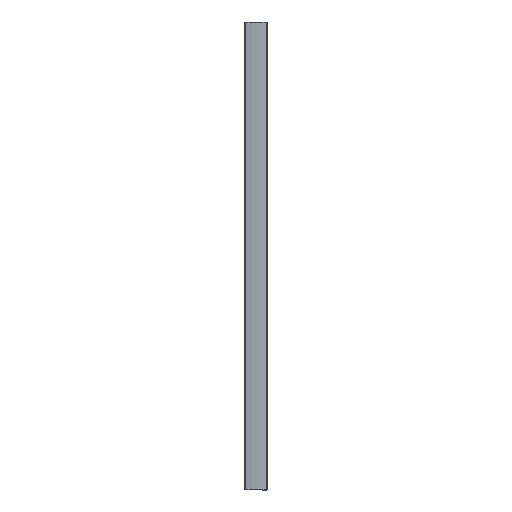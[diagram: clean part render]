
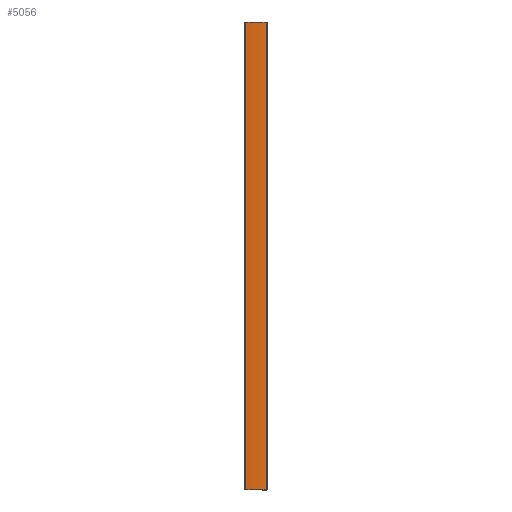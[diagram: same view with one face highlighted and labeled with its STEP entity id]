
A CAD part, left-side view. The second image highlights one B-rep face of the part: STEP entity #5056.
In plain terms, the highlighted cylindrical face has radius 255 mm (diameter 510 mm), a partial arc.
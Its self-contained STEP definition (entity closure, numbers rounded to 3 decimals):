
#2415=CARTESIAN_POINT('',(227.5,0.,0.));
#2416=DIRECTION('',(0.,0.,1.));
#2417=DIRECTION('',(-0.991,0.132,0.));
#2418=AXIS2_PLACEMENT_3D('',#2415,#2416,#2417);
#2993=DIRECTION('',(0.,0.,-1.));
#2994=VECTOR('',#2993,1500.);
#2995=CARTESIAN_POINT('',(-25.273,33.63,1500.));
#2996=LINE('',#2995,#2994);
#3000=DIRECTION('',(0.,0.,-1.));
#3001=VECTOR('',#3000,1500.);
#3002=CARTESIAN_POINT('',(-25.273,-33.63,1500.));
#3003=LINE('',#3002,#3001);
#3063=CARTESIAN_POINT('',(227.5,0.,1500.));
#3064=DIRECTION('',(0.,0.,1.));
#3065=DIRECTION('',(-0.991,0.132,0.));
#3066=AXIS2_PLACEMENT_3D('',#3063,#3064,#3065);
#4515=CARTESIAN_POINT('',(-25.273,33.63,0.));
#4517=VERTEX_POINT('',#4515);
#4521=CARTESIAN_POINT('',(-25.273,33.63,1500.));
#4522=VERTEX_POINT('',#4521);
#4540=CARTESIAN_POINT('',(-25.273,-33.63,0.));
#4542=VERTEX_POINT('',#4540);
#4543=CARTESIAN_POINT('',(-25.273,-33.63,1500.));
#4544=VERTEX_POINT('',#4543);
#5044=CARTESIAN_POINT('',(227.5,0.,0.));
#5045=DIRECTION('',(0.,0.,1.));
#5046=DIRECTION('',(1.,0.,0.));
#5047=AXIS2_PLACEMENT_3D('',#5044,#5045,#5046);
#5048=CYLINDRICAL_SURFACE('',#5047,255.);
#5049=ORIENTED_EDGE('',*,*,#4883,.F.);
#5051=ORIENTED_EDGE('',*,*,#5050,.T.);
#5052=ORIENTED_EDGE('',*,*,#5036,.T.);
#5053=ORIENTED_EDGE('',*,*,#4806,.F.);
#5054=EDGE_LOOP('',(#5049,#5051,#5052,#5053));
#5055=FACE_OUTER_BOUND('',#5054,.F.);
#2419=CIRCLE('',#2418,255.);
#3067=CIRCLE('',#3066,255.);
#4806=EDGE_CURVE('',#4517,#4542,#2419,.T.);
#4883=EDGE_CURVE('',#4522,#4517,#2996,.T.);
#5036=EDGE_CURVE('',#4544,#4542,#3003,.T.);
#5050=EDGE_CURVE('',#4522,#4544,#3067,.T.);
#5056=ADVANCED_FACE('',(#5055),#5048,.T.);
